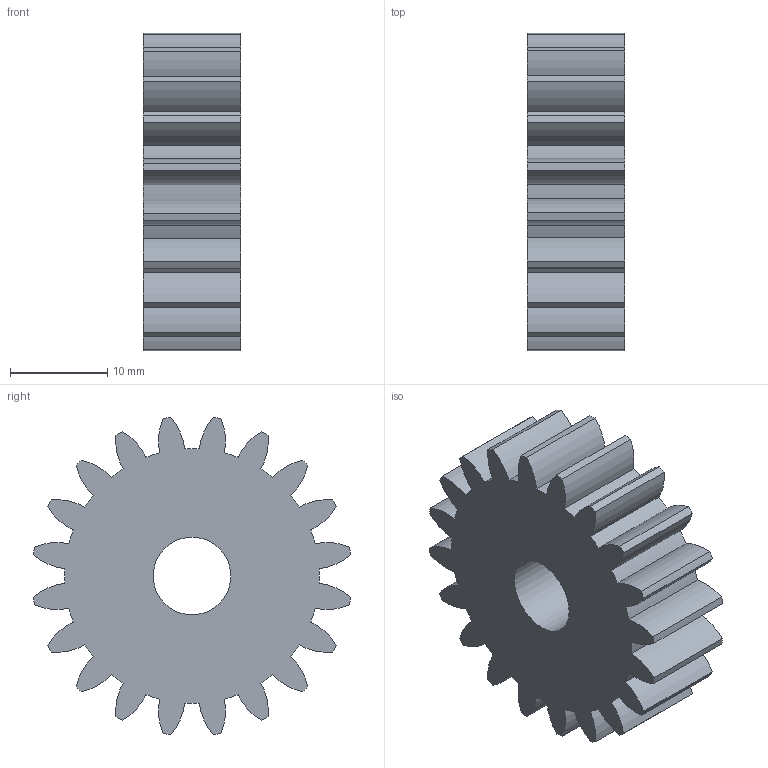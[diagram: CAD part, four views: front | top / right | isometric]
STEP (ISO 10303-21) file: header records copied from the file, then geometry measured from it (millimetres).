
FILE_DESCRIPTION (( 'STEP AP203' ), '1' );
FILE_NAME ('Gear2.STEP', '2023-03-07T13:30:32', ( '' ), ( '' ), 'SwSTEP 2.0', 'SolidWorks 2022', '' );
FILE_SCHEMA (( 'CONFIG_CONTROL_DESIGN' ));
Length unit declared in the file: millimetre
Products named in the file (2): spur gear_am_Metric - Spur gear 1.5M 20T 20PA 10FW ---S20N75H50L8N; Gear2
Assembly tree (1 placements, depth 2):
  Gear2
    spur gear_am_Metric - Spur gear 1.5M 20T 20PA 10FW ---S20N75H50L8N
Bounding box: 10 x 32.71 x 32.71 mm (x, y, z)
Volume: 6318.9 mm3; surface area: 3416 mm2
Topology: 1 solids, 1 shells, 83 faces, 244 edges, 163 vertices
Faces by surface type: cylinder 81, plane 2
Full cylindrical faces by diameter (mm): 8 x1
Entity records: 3054 total; most frequent: DIRECTION 578, CARTESIAN_POINT 491, ORIENTED_EDGE 484, AXIS2_PLACEMENT_3D 249, EDGE_CURVE 242, VERTEX_POINT 162, CIRCLE 162, EDGE_LOOP 86
